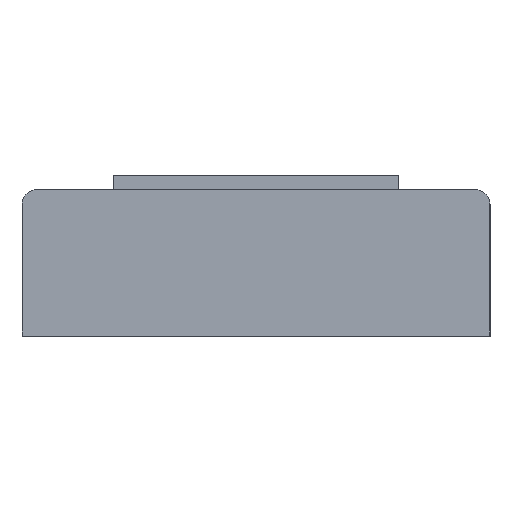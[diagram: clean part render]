
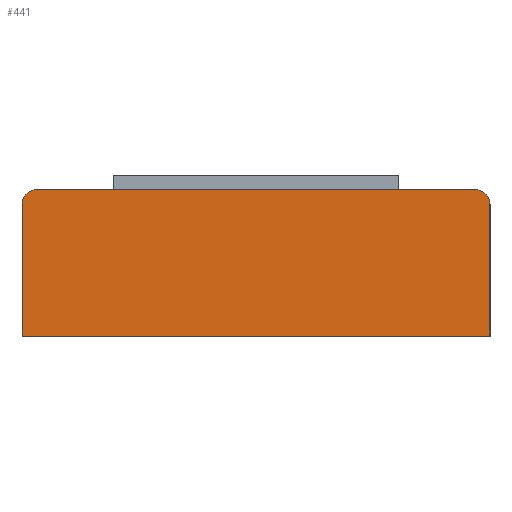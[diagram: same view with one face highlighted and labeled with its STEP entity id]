
A CAD part, top view. The second image highlights one B-rep face of the part: STEP entity #441.
In plain terms, the highlighted planar face has unit normal (0, 0, 1).
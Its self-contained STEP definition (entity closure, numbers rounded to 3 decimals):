
#38 = CARTESIAN_POINT ( 'NONE',  ( -0.8, 0.5, 0.8 ) ) ;
#46 = CARTESIAN_POINT ( 'NONE',  ( 0.8, 0., 0.8 ) ) ;
#60 = VECTOR ( 'NONE', #152, 1000. ) ;
#66 = EDGE_CURVE ( 'NONE', #925, #297, #1508, .T. ) ;
#86 = EDGE_CURVE ( 'NONE', #993, #297, #1278, .T. ) ;
#108 = EDGE_CURVE ( 'NONE', #1003, #993, #1256, .T. ) ;
#117 = CIRCLE ( 'NONE', #555, 0.05 ) ;
#129 = VERTEX_POINT ( 'NONE', #197 ) ;
#139 = ORIENTED_EDGE ( 'NONE', *, *, #108, .T. ) ;
#141 = EDGE_CURVE ( 'NONE', #1315, #1003, #669, .T. ) ;
#150 = ORIENTED_EDGE ( 'NONE', *, *, #937, .F. ) ;
#152 = DIRECTION ( 'NONE',  ( 1., 0., 0. ) ) ;
#197 = CARTESIAN_POINT ( 'NONE',  ( 0.75, 0.5, 0.8 ) ) ;
#226 = CARTESIAN_POINT ( 'NONE',  ( -0.75, 0.45, 0.8 ) ) ;
#252 = ORIENTED_EDGE ( 'NONE', *, *, #1404, .T. ) ;
#277 = CARTESIAN_POINT ( 'NONE',  ( -0.8, 0.5, 0.8 ) ) ;
#297 = VERTEX_POINT ( 'NONE', #46 ) ;
#324 = CARTESIAN_POINT ( 'NONE',  ( -0.8, 0.45, 0.8 ) ) ;
#407 = DIRECTION ( 'NONE',  ( 0., -1., 0. ) ) ;
#441 = ADVANCED_FACE ( 'NONE', ( #743 ), #559, .F. ) ;
#451 = DIRECTION ( 'NONE',  ( -1., 0., 0. ) ) ;
#505 = LINE ( 'NONE', #277, #60 ) ;
#533 = EDGE_LOOP ( 'NONE', ( #1268, #252, #150, #1477, #139, #1266 ) ) ;
#547 = CARTESIAN_POINT ( 'NONE',  ( -0.8, 0., 0.8 ) ) ;
#555 = AXIS2_PLACEMENT_3D ( 'NONE', #985, #1467, #924 ) ;
#559 = PLANE ( 'NONE',  #874 ) ;
#651 = DIRECTION ( 'NONE',  ( 0., -1., 0. ) ) ;
#662 = CARTESIAN_POINT ( 'NONE',  ( 0.8, 0.5, 0.8 ) ) ;
#669 = CIRCLE ( 'NONE', #1189, 0.05 ) ;
#701 = VECTOR ( 'NONE', #651, 1000. ) ;
#743 = FACE_OUTER_BOUND ( 'NONE', #533, .T. ) ;
#773 = VECTOR ( 'NONE', #1264, 1000. ) ;
#874 = AXIS2_PLACEMENT_3D ( 'NONE', #38, #1164, #451 ) ;
#924 = DIRECTION ( 'NONE',  ( -1., 0., 0. ) ) ;
#925 = VERTEX_POINT ( 'NONE', #1280 ) ;
#937 = EDGE_CURVE ( 'NONE', #1315, #129, #505, .T. ) ;
#985 = CARTESIAN_POINT ( 'NONE',  ( 0.75, 0.45, 0.8 ) ) ;
#993 = VERTEX_POINT ( 'NONE', #547 ) ;
#1003 = VERTEX_POINT ( 'NONE', #324 ) ;
#1024 = CARTESIAN_POINT ( 'NONE',  ( -0.8, 0., 0.8 ) ) ;
#1099 = CARTESIAN_POINT ( 'NONE',  ( -0.75, 0.5, 0.8 ) ) ;
#1164 = DIRECTION ( 'NONE',  ( 0., 0., -1. ) ) ;
#1189 = AXIS2_PLACEMENT_3D ( 'NONE', #226, #1231, #1442 ) ;
#1231 = DIRECTION ( 'NONE',  ( 0., 0., 1. ) ) ;
#1256 = LINE ( 'NONE', #1400, #701 ) ;
#1262 = VECTOR ( 'NONE', #407, 1000. ) ;
#1264 = DIRECTION ( 'NONE',  ( 1., 0., 0. ) ) ;
#1266 = ORIENTED_EDGE ( 'NONE', *, *, #86, .T. ) ;
#1268 = ORIENTED_EDGE ( 'NONE', *, *, #66, .F. ) ;
#1278 = LINE ( 'NONE', #1024, #773 ) ;
#1280 = CARTESIAN_POINT ( 'NONE',  ( 0.8, 0.45, 0.8 ) ) ;
#1315 = VERTEX_POINT ( 'NONE', #1099 ) ;
#1400 = CARTESIAN_POINT ( 'NONE',  ( -0.8, 0.5, 0.8 ) ) ;
#1404 = EDGE_CURVE ( 'NONE', #925, #129, #117, .T. ) ;
#1442 = DIRECTION ( 'NONE',  ( -1., 0., 0. ) ) ;
#1467 = DIRECTION ( 'NONE',  ( 0., 0., 1. ) ) ;
#1477 = ORIENTED_EDGE ( 'NONE', *, *, #141, .T. ) ;
#1508 = LINE ( 'NONE', #662, #1262 ) ;
